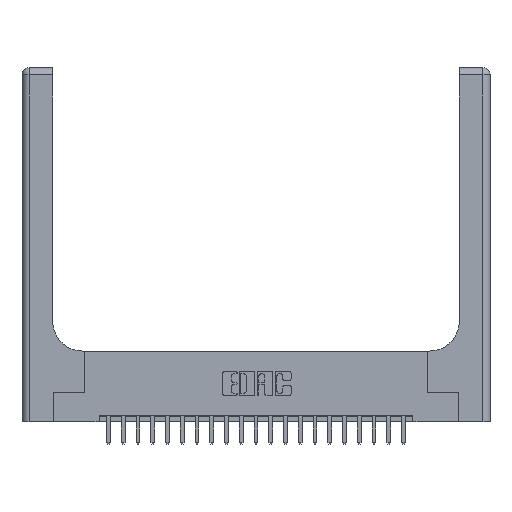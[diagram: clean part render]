
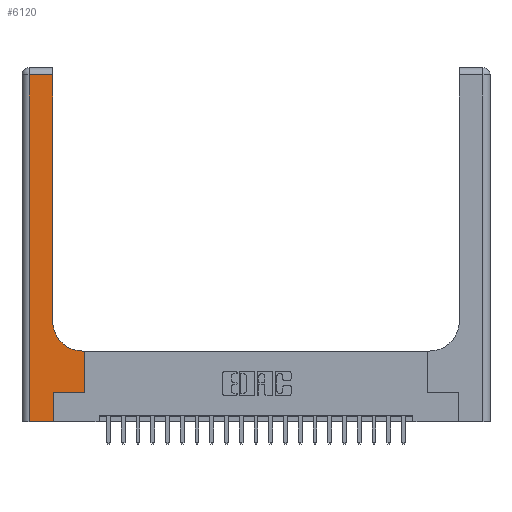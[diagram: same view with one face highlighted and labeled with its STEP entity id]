
A CAD part, top view. The second image highlights one B-rep face of the part: STEP entity #6120.
In plain terms, the highlighted planar face has unit normal (0, 0, 1).
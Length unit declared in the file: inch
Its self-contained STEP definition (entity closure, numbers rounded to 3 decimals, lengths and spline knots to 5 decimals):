
#214 = CARTESIAN_POINT ( 'NONE',  ( 0.06, 3., 0.37 ) ) ;
#339 = PLANE ( 'NONE',  #10364 ) ;
#343 = VERTEX_POINT ( 'NONE', #11526 ) ;
#636 = EDGE_CURVE ( 'NONE', #13063, #17121, #10029, .T. ) ;
#913 = VERTEX_POINT ( 'NONE', #5188 ) ;
#1165 = DIRECTION ( 'NONE',  ( 0., 0., -1. ) ) ;
#1487 = CARTESIAN_POINT ( 'NONE',  ( 0.265, 0., 0.37 ) ) ;
#1776 = VECTOR ( 'NONE', #12195, 39.37008 ) ;
#1928 = EDGE_CURVE ( 'NONE', #4996, #9307, #18826, .T. ) ;
#2370 = DIRECTION ( 'NONE',  ( -1., 0., 0. ) ) ;
#2896 = VECTOR ( 'NONE', #10353, 39.37008 ) ;
#3966 = CARTESIAN_POINT ( 'NONE',  ( 0.26, 0.6, 0.37 ) ) ;
#4475 = LINE ( 'NONE', #9854, #12650 ) ;
#4809 = LINE ( 'NONE', #214, #17616 ) ;
#4996 = VERTEX_POINT ( 'NONE', #19488 ) ;
#5188 = CARTESIAN_POINT ( 'NONE',  ( 0.06, 2.94, 0.37 ) ) ;
#5263 = ORIENTED_EDGE ( 'NONE', *, *, #636, .T. ) ;
#5309 = CARTESIAN_POINT ( 'NONE',  ( 0.26, 3., 0.37 ) ) ;
#5559 = CARTESIAN_POINT ( 'NONE',  ( 0.26, 2.94, 0.37 ) ) ;
#6086 = EDGE_LOOP ( 'NONE', ( #9532, #17484, #13580, #20755, #9918, #13716, #5263, #10232, #10653 ) ) ;
#6120 = ADVANCED_FACE ( 'NONE', ( #17480 ), #339, .F. ) ;
#6225 = DIRECTION ( 'NONE',  ( 1., 0., 0. ) ) ;
#6474 = VECTOR ( 'NONE', #7313, 39.37008 ) ;
#6626 = VERTEX_POINT ( 'NONE', #5559 ) ;
#7285 = DIRECTION ( 'NONE',  ( -1., 0., 0. ) ) ;
#7313 = DIRECTION ( 'NONE',  ( -1., 0., 0. ) ) ;
#7751 = CARTESIAN_POINT ( 'NONE',  ( 0.528, 0.6, 0.37 ) ) ;
#8450 = CARTESIAN_POINT ( 'NONE',  ( 0.528, 0.25, 0.37 ) ) ;
#8489 = CARTESIAN_POINT ( 'NONE',  ( 0.26, 0.85, 0.37 ) ) ;
#8737 = VERTEX_POINT ( 'NONE', #9975 ) ;
#8771 = EDGE_CURVE ( 'NONE', #913, #13928, #4809, .T. ) ;
#9307 = VERTEX_POINT ( 'NONE', #8489 ) ;
#9532 = ORIENTED_EDGE ( 'NONE', *, *, #11205, .T. ) ;
#9854 = CARTESIAN_POINT ( 'NONE',  ( 0., 0., 0.37 ) ) ;
#9918 = ORIENTED_EDGE ( 'NONE', *, *, #19684, .T. ) ;
#9975 = CARTESIAN_POINT ( 'NONE',  ( 0.265, 0.25, 0.37 ) ) ;
#10029 = LINE ( 'NONE', #8450, #20278 ) ;
#10232 = ORIENTED_EDGE ( 'NONE', *, *, #18323, .T. ) ;
#10353 = DIRECTION ( 'NONE',  ( 1., 0., 0. ) ) ;
#10364 = AXIS2_PLACEMENT_3D ( 'NONE', #17686, #20877, #7285 ) ;
#10653 = ORIENTED_EDGE ( 'NONE', *, *, #1928, .T. ) ;
#11205 = EDGE_CURVE ( 'NONE', #9307, #6626, #20807, .T. ) ;
#11485 = DIRECTION ( 'NONE',  ( 0., 1., 0. ) ) ;
#11498 = DIRECTION ( 'NONE',  ( 0., 1., 0. ) ) ;
#11526 = CARTESIAN_POINT ( 'NONE',  ( 0.265, 0., 0.37 ) ) ;
#12195 = DIRECTION ( 'NONE',  ( 0., 1., 0. ) ) ;
#12650 = VECTOR ( 'NONE', #6225, 39.37008 ) ;
#12729 = LINE ( 'NONE', #19411, #6474 ) ;
#13063 = VERTEX_POINT ( 'NONE', #20940 ) ;
#13419 = AXIS2_PLACEMENT_3D ( 'NONE', #21579, #1165, #14453 ) ;
#13580 = ORIENTED_EDGE ( 'NONE', *, *, #8771, .T. ) ;
#13716 = ORIENTED_EDGE ( 'NONE', *, *, #17169, .T. ) ;
#13928 = VERTEX_POINT ( 'NONE', #19832 ) ;
#14453 = DIRECTION ( 'NONE',  ( 1., 0., 0. ) ) ;
#15103 = VECTOR ( 'NONE', #11485, 39.37008 ) ;
#15478 = LINE ( 'NONE', #20537, #2896 ) ;
#15833 = LINE ( 'NONE', #3966, #19056 ) ;
#17121 = VERTEX_POINT ( 'NONE', #7751 ) ;
#17169 = EDGE_CURVE ( 'NONE', #8737, #13063, #15478, .T. ) ;
#17480 = FACE_OUTER_BOUND ( 'NONE', #6086, .T. ) ;
#17484 = ORIENTED_EDGE ( 'NONE', *, *, #21142, .T. ) ;
#17616 = VECTOR ( 'NONE', #18709, 39.37008 ) ;
#17686 = CARTESIAN_POINT ( 'NONE',  ( 0., 3., 0.37 ) ) ;
#18323 = EDGE_CURVE ( 'NONE', #17121, #4996, #15833, .T. ) ;
#18709 = DIRECTION ( 'NONE',  ( 0., -1., 0. ) ) ;
#18826 = CIRCLE ( 'NONE', #13419, 0.25 ) ;
#19056 = VECTOR ( 'NONE', #2370, 39.37008 ) ;
#19411 = CARTESIAN_POINT ( 'NONE',  ( 0., 2.94, 0.37 ) ) ;
#19488 = CARTESIAN_POINT ( 'NONE',  ( 0.51, 0.6, 0.37 ) ) ;
#19684 = EDGE_CURVE ( 'NONE', #343, #8737, #22017, .T. ) ;
#19832 = CARTESIAN_POINT ( 'NONE',  ( 0.06, 0., 0.37 ) ) ;
#20278 = VECTOR ( 'NONE', #11498, 39.37008 ) ;
#20537 = CARTESIAN_POINT ( 'NONE',  ( 0.265, 0.25, 0.37 ) ) ;
#20755 = ORIENTED_EDGE ( 'NONE', *, *, #21745, .T. ) ;
#20807 = LINE ( 'NONE', #5309, #1776 ) ;
#20877 = DIRECTION ( 'NONE',  ( 0., 0., -1. ) ) ;
#20940 = CARTESIAN_POINT ( 'NONE',  ( 0.528, 0.25, 0.37 ) ) ;
#21142 = EDGE_CURVE ( 'NONE', #6626, #913, #12729, .T. ) ;
#21579 = CARTESIAN_POINT ( 'NONE',  ( 0.51, 0.85, 0.37 ) ) ;
#21745 = EDGE_CURVE ( 'NONE', #13928, #343, #4475, .T. ) ;
#22017 = LINE ( 'NONE', #1487, #15103 ) ;
